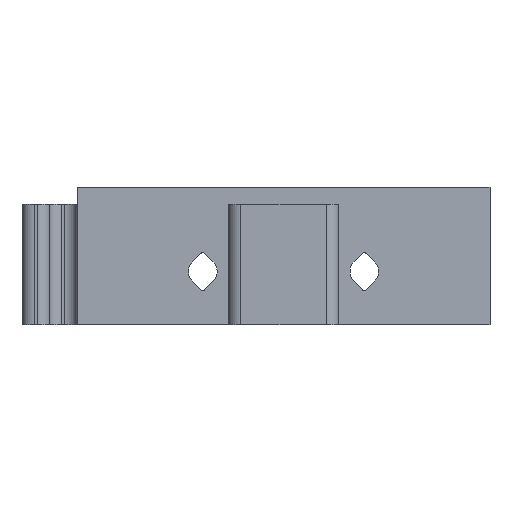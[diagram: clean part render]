
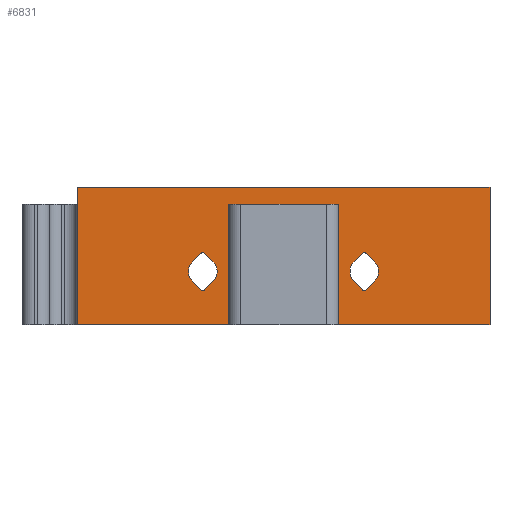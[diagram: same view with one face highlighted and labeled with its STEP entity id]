
A CAD part, front view. The second image highlights one B-rep face of the part: STEP entity #6831.
In plain terms, the highlighted planar face has unit normal (0, -1, 0).
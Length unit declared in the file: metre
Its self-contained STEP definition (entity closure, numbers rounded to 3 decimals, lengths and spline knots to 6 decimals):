
#162=CIRCLE('',#7349,0.002075);
#163=CIRCLE('',#7350,0.0004);
#164=CIRCLE('',#7351,0.002075);
#165=CIRCLE('',#7352,0.0004);
#166=CIRCLE('',#7353,0.002075);
#167=CIRCLE('',#7354,0.0004);
#168=CIRCLE('',#7355,0.002075);
#169=CIRCLE('',#7356,0.0004);
#363=PLANE('',#7348);
#540=LINE('',#9428,#1214);
#674=LINE('',#9841,#1348);
#682=LINE('',#9873,#1356);
#836=LINE('',#10461,#1510);
#837=LINE('',#10463,#1511);
#838=LINE('',#10464,#1512);
#839=LINE('',#10465,#1513);
#840=LINE('',#10467,#1514);
#841=LINE('',#10468,#1515);
#842=LINE('',#10473,#1516);
#843=LINE('',#10477,#1517);
#844=LINE('',#10481,#1518);
#845=LINE('',#10484,#1519);
#846=LINE('',#10489,#1520);
#847=LINE('',#10493,#1521);
#848=LINE('',#10497,#1522);
#1214=VECTOR('',#7694,1.);
#1348=VECTOR('',#7954,1.);
#1356=VECTOR('',#7978,1.);
#1510=VECTOR('',#8382,1.);
#1511=VECTOR('',#8383,1.);
#1512=VECTOR('',#8384,1.);
#1513=VECTOR('',#8385,1.);
#1514=VECTOR('',#8386,1.);
#1515=VECTOR('',#8387,1.);
#1516=VECTOR('',#8390,1.);
#1517=VECTOR('',#8393,1.);
#1518=VECTOR('',#8396,1.);
#1519=VECTOR('',#8399,1.);
#1520=VECTOR('',#8402,1.);
#1521=VECTOR('',#8405,1.);
#1522=VECTOR('',#8408,1.);
#2477=ORIENTED_EDGE('',*,*,#4470,.T.);
#2478=ORIENTED_EDGE('',*,*,#4188,.F.);
#2479=ORIENTED_EDGE('',*,*,#4471,.T.);
#2480=ORIENTED_EDGE('',*,*,#4008,.T.);
#2481=ORIENTED_EDGE('',*,*,#4472,.T.);
#2482=ORIENTED_EDGE('',*,*,#4204,.F.);
#2483=ORIENTED_EDGE('',*,*,#4473,.F.);
#2484=ORIENTED_EDGE('',*,*,#4474,.F.);
#2485=ORIENTED_EDGE('',*,*,#4475,.F.);
#2486=ORIENTED_EDGE('',*,*,#4476,.F.);
#2487=ORIENTED_EDGE('',*,*,#4477,.F.);
#2488=ORIENTED_EDGE('',*,*,#4478,.F.);
#2489=ORIENTED_EDGE('',*,*,#4479,.T.);
#2490=ORIENTED_EDGE('',*,*,#4480,.F.);
#2491=ORIENTED_EDGE('',*,*,#4481,.T.);
#2492=ORIENTED_EDGE('',*,*,#4482,.F.);
#2493=ORIENTED_EDGE('',*,*,#4483,.F.);
#2494=ORIENTED_EDGE('',*,*,#4484,.F.);
#2495=ORIENTED_EDGE('',*,*,#4485,.F.);
#2496=ORIENTED_EDGE('',*,*,#4486,.F.);
#2497=ORIENTED_EDGE('',*,*,#4487,.T.);
#2498=ORIENTED_EDGE('',*,*,#4488,.F.);
#2499=ORIENTED_EDGE('',*,*,#4489,.T.);
#2500=ORIENTED_EDGE('',*,*,#4490,.F.);
#4008=EDGE_CURVE('',#5052,#5051,#540,.F.);
#4188=EDGE_CURVE('',#5207,#5208,#674,.F.);
#4204=EDGE_CURVE('',#5223,#5224,#682,.F.);
#4470=EDGE_CURVE('',#5433,#5208,#836,.F.);
#4471=EDGE_CURVE('',#5207,#5052,#837,.T.);
#4472=EDGE_CURVE('',#5051,#5224,#838,.T.);
#4473=EDGE_CURVE('',#5434,#5223,#839,.T.);
#4474=EDGE_CURVE('',#5433,#5434,#840,.F.);
#4475=EDGE_CURVE('',#5435,#5436,#841,.T.);
#4476=EDGE_CURVE('',#5437,#5435,#162,.T.);
#4477=EDGE_CURVE('',#5438,#5437,#842,.T.);
#4478=EDGE_CURVE('',#5439,#5438,#163,.T.);
#4479=EDGE_CURVE('',#5439,#5440,#843,.T.);
#4480=EDGE_CURVE('',#5441,#5440,#164,.T.);
#4481=EDGE_CURVE('',#5441,#5442,#844,.T.);
#4482=EDGE_CURVE('',#5436,#5442,#165,.T.);
#4483=EDGE_CURVE('',#5443,#5444,#845,.T.);
#4484=EDGE_CURVE('',#5445,#5443,#166,.T.);
#4485=EDGE_CURVE('',#5446,#5445,#846,.T.);
#4486=EDGE_CURVE('',#5447,#5446,#167,.T.);
#4487=EDGE_CURVE('',#5447,#5448,#847,.T.);
#4488=EDGE_CURVE('',#5449,#5448,#168,.T.);
#4489=EDGE_CURVE('',#5449,#5450,#848,.T.);
#4490=EDGE_CURVE('',#5444,#5450,#169,.T.);
#5051=VERTEX_POINT('',#9427);
#5052=VERTEX_POINT('',#9429);
#5207=VERTEX_POINT('',#9840);
#5208=VERTEX_POINT('',#9842);
#5223=VERTEX_POINT('',#9872);
#5224=VERTEX_POINT('',#9874);
#5433=VERTEX_POINT('',#10462);
#5434=VERTEX_POINT('',#10466);
#5435=VERTEX_POINT('',#10469);
#5436=VERTEX_POINT('',#10470);
#5437=VERTEX_POINT('',#10472);
#5438=VERTEX_POINT('',#10474);
#5439=VERTEX_POINT('',#10476);
#5440=VERTEX_POINT('',#10478);
#5441=VERTEX_POINT('',#10480);
#5442=VERTEX_POINT('',#10482);
#5443=VERTEX_POINT('',#10485);
#5444=VERTEX_POINT('',#10486);
#5445=VERTEX_POINT('',#10488);
#5446=VERTEX_POINT('',#10490);
#5447=VERTEX_POINT('',#10492);
#5448=VERTEX_POINT('',#10494);
#5449=VERTEX_POINT('',#10496);
#5450=VERTEX_POINT('',#10498);
#5991=EDGE_LOOP('',(#2477,#2478,#2479,#2480,#2481,#2482,#2483,#2484));
#5992=EDGE_LOOP('',(#2485,#2486,#2487,#2488,#2489,#2490,#2491,#2492));
#5993=EDGE_LOOP('',(#2493,#2494,#2495,#2496,#2497,#2498,#2499,#2500));
#6383=FACE_BOUND('',#5991,.T.);
#6384=FACE_BOUND('',#5992,.T.);
#6385=FACE_BOUND('',#5993,.T.);
#6831=ADVANCED_FACE('',(#6383,#6384,#6385),#363,.T.);
#7348=AXIS2_PLACEMENT_3D('',#10460,#8380,#8381);
#7349=AXIS2_PLACEMENT_3D('',#10471,#8388,#8389);
#7350=AXIS2_PLACEMENT_3D('',#10475,#8391,#8392);
#7351=AXIS2_PLACEMENT_3D('',#10479,#8394,#8395);
#7352=AXIS2_PLACEMENT_3D('',#10483,#8397,#8398);
#7353=AXIS2_PLACEMENT_3D('',#10487,#8400,#8401);
#7354=AXIS2_PLACEMENT_3D('',#10491,#8403,#8404);
#7355=AXIS2_PLACEMENT_3D('',#10495,#8406,#8407);
#7356=AXIS2_PLACEMENT_3D('',#10499,#8409,#8410);
#7694=DIRECTION('',(1.,0.,0.));
#7954=DIRECTION('',(1.,0.,0.));
#7978=DIRECTION('',(1.,0.,0.));
#8380=DIRECTION('',(0.,-1.,0.));
#8381=DIRECTION('',(1.,0.,0.));
#8382=DIRECTION('',(0.,0.,1.));
#8383=DIRECTION('',(0.,0.,1.));
#8384=DIRECTION('',(0.,0.,-1.));
#8385=DIRECTION('',(0.,0.,-1.));
#8386=DIRECTION('',(1.,0.,0.));
#8387=DIRECTION('',(0.707,0.,-0.707));
#8388=DIRECTION('',(0.,-1.,0.));
#8389=DIRECTION('',(1.,0.,0.));
#8390=DIRECTION('',(-0.707,0.,-0.707));
#8391=DIRECTION('',(0.,-1.,0.));
#8392=DIRECTION('',(1.,0.,0.));
#8393=DIRECTION('',(0.707,0.,-0.707));
#8394=DIRECTION('',(0.,-1.,0.));
#8395=DIRECTION('',(1.,0.,0.));
#8396=DIRECTION('',(-0.707,0.,-0.707));
#8397=DIRECTION('',(0.,-1.,0.));
#8398=DIRECTION('',(1.,0.,0.));
#8399=DIRECTION('',(0.707,0.,-0.707));
#8400=DIRECTION('',(0.,-1.,0.));
#8401=DIRECTION('',(1.,0.,0.));
#8402=DIRECTION('',(-0.707,0.,-0.707));
#8403=DIRECTION('',(0.,-1.,0.));
#8404=DIRECTION('',(1.,0.,0.));
#8405=DIRECTION('',(0.707,0.,-0.707));
#8406=DIRECTION('',(0.,-1.,0.));
#8407=DIRECTION('',(1.,0.,0.));
#8408=DIRECTION('',(-0.707,0.,-0.707));
#8409=DIRECTION('',(0.,-1.,0.));
#8410=DIRECTION('',(1.,0.,0.));
#9427=CARTESIAN_POINT('',(1.59,1.410025,0.38));
#9428=CARTESIAN_POINT('',(1.397889,1.410025,0.38));
#9429=CARTESIAN_POINT('',(1.65,1.410025,0.38));
#9840=CARTESIAN_POINT('',(1.65,1.410025,0.36));
#9841=CARTESIAN_POINT('',(1.697889,1.410025,0.36));
#9842=CARTESIAN_POINT('',(1.625778,1.410025,0.36));
#9872=CARTESIAN_POINT('',(1.614222,1.410025,0.36));
#9873=CARTESIAN_POINT('',(1.577889,1.410025,0.36));
#9874=CARTESIAN_POINT('',(1.59,1.410025,0.36));
#10460=CARTESIAN_POINT('',(1.397889,1.410025,0.38));
#10461=CARTESIAN_POINT('',(1.625778,1.410025,0.38));
#10462=CARTESIAN_POINT('',(1.625778,1.410025,0.3775));
#10463=CARTESIAN_POINT('',(1.65,1.410025,0.38));
#10464=CARTESIAN_POINT('',(1.59,1.410025,0.38));
#10465=CARTESIAN_POINT('',(1.614222,1.410025,0.38));
#10466=CARTESIAN_POINT('',(1.614222,1.410025,0.3775));
#10467=CARTESIAN_POINT('',(1.697889,1.410025,0.3775));
#10468=CARTESIAN_POINT('',(1.507211,1.410025,0.489322));
#10469=CARTESIAN_POINT('',(1.630266,1.410025,0.366266));
#10470=CARTESIAN_POINT('',(1.631451,1.410025,0.365082));
#10471=CARTESIAN_POINT('',(1.631733,1.410025,0.367733));
#10472=CARTESIAN_POINT('',(1.630266,1.410025,0.369201));
#10473=CARTESIAN_POINT('',(1.519477,1.410025,0.258412));
#10474=CARTESIAN_POINT('',(1.631451,1.410025,0.370385));
#10475=CARTESIAN_POINT('',(1.631733,1.410025,0.370102));
#10476=CARTESIAN_POINT('',(1.632016,1.410025,0.370385));
#10477=CARTESIAN_POINT('',(1.510145,1.410025,0.492256));
#10478=CARTESIAN_POINT('',(1.633201,1.410025,0.369201));
#10479=CARTESIAN_POINT('',(1.631733,1.410025,0.367733));
#10480=CARTESIAN_POINT('',(1.633201,1.410025,0.366266));
#10481=CARTESIAN_POINT('',(1.522412,1.410025,0.255477));
#10482=CARTESIAN_POINT('',(1.632016,1.410025,0.365082));
#10483=CARTESIAN_POINT('',(1.631733,1.410025,0.365365));
#10484=CARTESIAN_POINT('',(1.495477,1.410025,0.477588));
#10485=CARTESIAN_POINT('',(1.606799,1.410025,0.366266));
#10486=CARTESIAN_POINT('',(1.607984,1.410025,0.365082));
#10487=CARTESIAN_POINT('',(1.608267,1.410025,0.367733));
#10488=CARTESIAN_POINT('',(1.606799,1.410025,0.369201));
#10489=CARTESIAN_POINT('',(1.507744,1.410025,0.270145));
#10490=CARTESIAN_POINT('',(1.607984,1.410025,0.370385));
#10491=CARTESIAN_POINT('',(1.608267,1.410025,0.370102));
#10492=CARTESIAN_POINT('',(1.608549,1.410025,0.370385));
#10493=CARTESIAN_POINT('',(1.498412,1.410025,0.480523));
#10494=CARTESIAN_POINT('',(1.609734,1.410025,0.369201));
#10495=CARTESIAN_POINT('',(1.608267,1.410025,0.367733));
#10496=CARTESIAN_POINT('',(1.609734,1.410025,0.366266));
#10497=CARTESIAN_POINT('',(1.510678,1.410025,0.267211));
#10498=CARTESIAN_POINT('',(1.608549,1.410025,0.365082));
#10499=CARTESIAN_POINT('',(1.608267,1.410025,0.365365));
